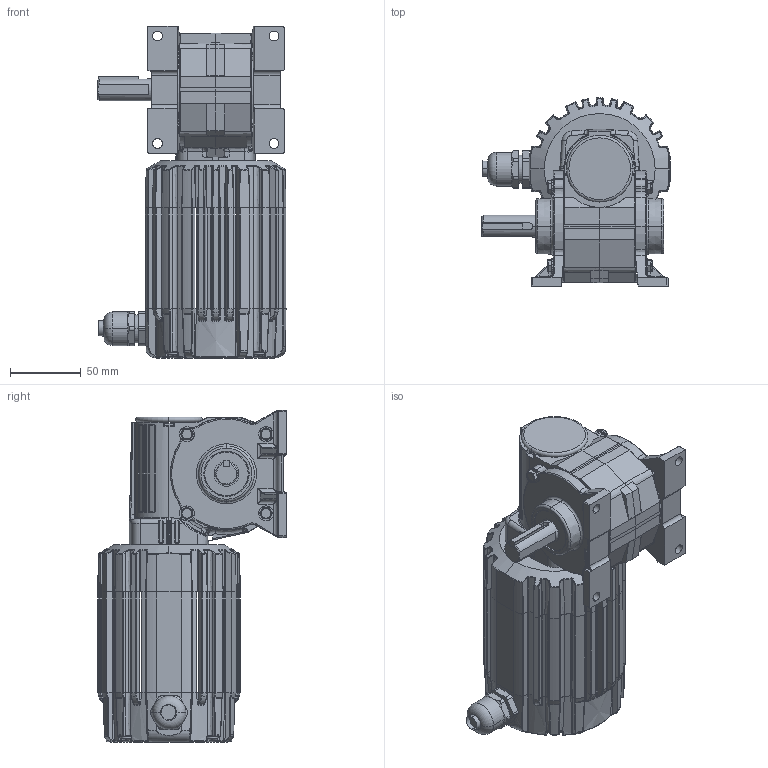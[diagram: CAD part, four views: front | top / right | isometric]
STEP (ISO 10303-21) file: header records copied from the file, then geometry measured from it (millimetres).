
FILE_DESCRIPTION (( 'STEP AP203' ), '1' );
FILE_NAME ('INFM0292.STEP', '2013-07-05T03:47:39', ( '' ), ( '' ), 'SwSTEP 2.0', 'SolidWorks 2012', '' );
FILE_SCHEMA (( 'CONFIG_CONTROL_DESIGN' ));
Products named in the file (1): INFM0292
Bounding box: 133.22 x 133.68 x 235.2 mm (x, y, z)
Surface area: 136595.3 mm2 (no closed solid volume)
Topology: 0 solids, 28 shells, 1811 faces, 5713 edges, 3720 vertices
Faces by surface type: bspline 572, plane 435, cylinder 417, torus 208, cone 160, sphere 19
Entity records: 79311 total; most frequent: CARTESIAN_POINT 35120, ORIENTED_EDGE 9510, DIRECTION 8221, EDGE_CURVE 5671, VERTEX_POINT 3720, AXIS2_PLACEMENT_3D 3395, CIRCLE 2155, EDGE_LOOP 1878
